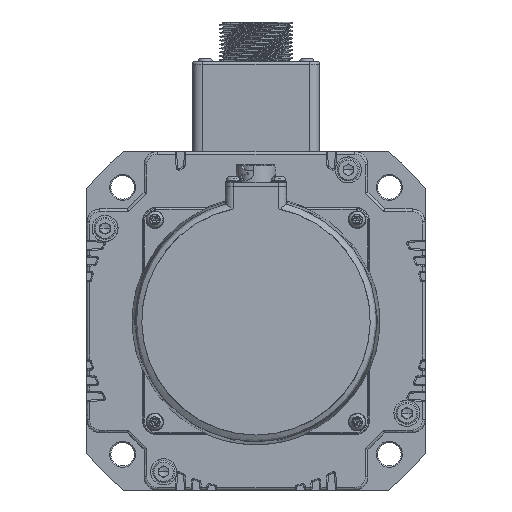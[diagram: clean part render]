
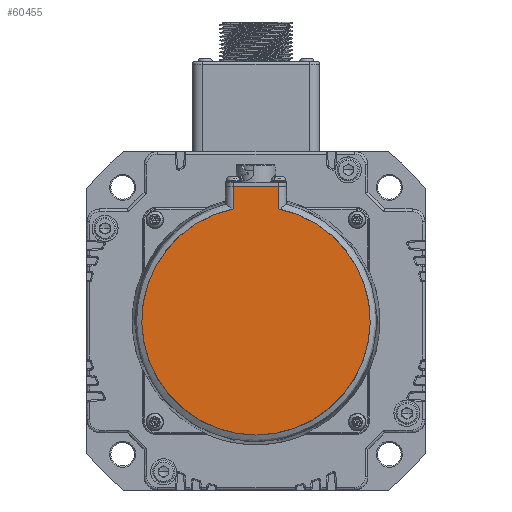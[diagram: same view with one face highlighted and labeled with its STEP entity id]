
A CAD part, front view. The second image highlights one B-rep face of the part: STEP entity #60455.
In plain terms, the highlighted planar face has unit normal (0, -1, 0).
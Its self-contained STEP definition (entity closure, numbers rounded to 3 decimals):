
#54857=CARTESIAN_POINT('',(-233.67,-68.,-21.97));
#54858=VERTEX_POINT('',#54857);
#54866=CARTESIAN_POINT('',(-233.67,-68.,-13.5));
#54867=VERTEX_POINT('',#54866);
#54868=CARTESIAN_POINT('',(-233.67,-68.,-21.97));
#54869=DIRECTION('',(0.,0.,1.));
#54870=VECTOR('',#54869,8.47);
#54871=LINE('',#54868,#54870);
#54872=EDGE_CURVE('',#54858,#54867,#54871,.T.);
#55102=CARTESIAN_POINT('',(-216.33,-68.,-13.5));
#55103=VERTEX_POINT('',#55102);
#55111=CARTESIAN_POINT('',(-216.33,-68.,-21.97));
#55112=VERTEX_POINT('',#55111);
#55113=CARTESIAN_POINT('',(-216.33,-68.,-13.5));
#55114=DIRECTION('',(0.,0.,-1.));
#55115=VECTOR('',#55114,8.47);
#55116=LINE('',#55113,#55115);
#55117=EDGE_CURVE('',#55103,#55112,#55116,.T.);
#60426=CARTESIAN_POINT('',(-225.,-68.,-65.));
#60427=DIRECTION('',(0.198,0.,0.98));
#60428=DIRECTION('',(0.,1.,0.));
#60429=AXIS2_PLACEMENT_3D('',#60426,#60428,#60427);
#60430=CIRCLE('',#60429,43.895);
#60431=EDGE_CURVE('',#55112,#54858,#60430,.T.);
#60439=CARTESIAN_POINT('',(-225.,-68.,-61.483));
#60440=DIRECTION('',(0.,0.,-1.));
#60441=DIRECTION('',(0.,-1.,0.));
#60442=AXIS2_PLACEMENT_3D('',#60439,#60441,#60440);
#60443=PLANE('',#60442);
#60444=ORIENTED_EDGE('',*,*,#60431,.F.);
#60445=ORIENTED_EDGE('',*,*,#55117,.F.);
#60446=CARTESIAN_POINT('',(-216.33,-68.,-13.5));
#60447=DIRECTION('',(-1.,0.,0.));
#60448=VECTOR('',#60447,17.34);
#60449=LINE('',#60446,#60448);
#60450=EDGE_CURVE('',#55103,#54867,#60449,.T.);
#60451=ORIENTED_EDGE('',*,*,#60450,.T.);
#60452=ORIENTED_EDGE('',*,*,#54872,.F.);
#60453=EDGE_LOOP('',(#60444,#60445,#60451,#60452));
#60454=FACE_OUTER_BOUND('',#60453,.T.);
#60455=ADVANCED_FACE('',(#60454),#60443,.T.);
